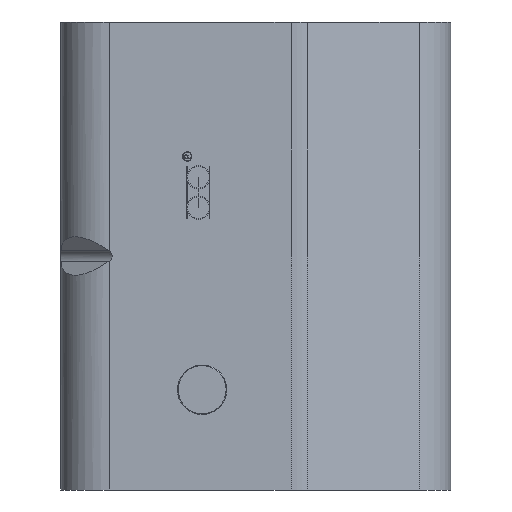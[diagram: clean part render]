
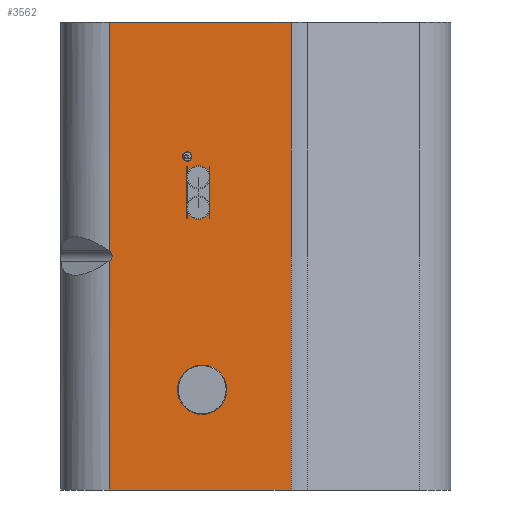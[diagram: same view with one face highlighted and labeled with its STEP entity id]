
A CAD part, left-side view. The second image highlights one B-rep face of the part: STEP entity #3562.
In plain terms, the highlighted planar face has unit normal (-1, 0, 0).
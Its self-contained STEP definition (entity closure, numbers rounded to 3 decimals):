
#166=FACE_BOUND('',#1172,.T.);
#167=FACE_BOUND('',#1173,.T.);
#168=FACE_BOUND('',#1174,.T.);
#245=LINE('',#5150,#551);
#246=LINE('',#5152,#552);
#247=LINE('',#5154,#553);
#248=LINE('',#5156,#554);
#249=LINE('',#5157,#555);
#250=LINE('',#5162,#556);
#251=LINE('',#5164,#557);
#252=LINE('',#5168,#558);
#253=LINE('',#5170,#559);
#254=LINE('',#5172,#560);
#255=LINE('',#5174,#561);
#256=LINE('',#5176,#562);
#257=LINE('',#5180,#563);
#258=LINE('',#5182,#564);
#259=LINE('',#5183,#565);
#551=VECTOR('',#4172,10.);
#552=VECTOR('',#4173,10.);
#553=VECTOR('',#4174,10.);
#554=VECTOR('',#4175,10.);
#555=VECTOR('',#4176,10.);
#556=VECTOR('',#4179,10.);
#557=VECTOR('',#4180,10.);
#558=VECTOR('',#4183,10.);
#559=VECTOR('',#4184,10.);
#560=VECTOR('',#4185,10.);
#561=VECTOR('',#4186,10.);
#562=VECTOR('',#4187,10.);
#563=VECTOR('',#4190,10.);
#564=VECTOR('',#4191,10.);
#565=VECTOR('',#4192,10.);
#850=PLANE('',#3860);
#959=FACE_OUTER_BOUND('',#1171,.T.);
#1171=EDGE_LOOP('',(#2456,#2457,#2458,#2459,#2460,#2461));
#1172=EDGE_LOOP('',(#2462));
#1173=EDGE_LOOP('',(#2463,#2464,#2465,#2466,#2467,#2468,#2469,#2470,#2471,
#2472,#2473,#2474));
#1174=EDGE_LOOP('',(#2475));
#1405=ELLIPSE('',#3854,1.414,1.);
#1427=CIRCLE('',#3861,3.324);
#1428=CIRCLE('',#3862,1.55);
#1429=CIRCLE('',#3863,1.55);
#1430=CIRCLE('',#3864,0.625);
#1530=VERTEX_POINT('',#5124);
#1531=VERTEX_POINT('',#5129);
#1535=VERTEX_POINT('',#5149);
#1536=VERTEX_POINT('',#5151);
#1537=VERTEX_POINT('',#5153);
#1538=VERTEX_POINT('',#5155);
#1539=VERTEX_POINT('',#5158);
#1540=VERTEX_POINT('',#5160);
#1541=VERTEX_POINT('',#5161);
#1542=VERTEX_POINT('',#5163);
#1543=VERTEX_POINT('',#5165);
#1544=VERTEX_POINT('',#5167);
#1545=VERTEX_POINT('',#5169);
#1546=VERTEX_POINT('',#5171);
#1547=VERTEX_POINT('',#5173);
#1548=VERTEX_POINT('',#5175);
#1549=VERTEX_POINT('',#5177);
#1550=VERTEX_POINT('',#5179);
#1551=VERTEX_POINT('',#5181);
#1552=VERTEX_POINT('',#5184);
#1894=EDGE_CURVE('',#1531,#1530,#1405,.F.);
#1901=EDGE_CURVE('',#1531,#1535,#245,.T.);
#1902=EDGE_CURVE('',#1530,#1536,#246,.T.);
#1903=EDGE_CURVE('',#1536,#1537,#247,.T.);
#1904=EDGE_CURVE('',#1538,#1537,#248,.T.);
#1905=EDGE_CURVE('',#1538,#1535,#249,.T.);
#1906=EDGE_CURVE('',#1539,#1539,#1427,.T.);
#1907=EDGE_CURVE('',#1540,#1541,#250,.T.);
#1908=EDGE_CURVE('',#1541,#1542,#251,.T.);
#1909=EDGE_CURVE('',#1542,#1543,#1428,.T.);
#1910=EDGE_CURVE('',#1543,#1544,#252,.T.);
#1911=EDGE_CURVE('',#1544,#1545,#253,.T.);
#1912=EDGE_CURVE('',#1545,#1546,#254,.T.);
#1913=EDGE_CURVE('',#1546,#1547,#255,.T.);
#1914=EDGE_CURVE('',#1547,#1548,#256,.T.);
#1915=EDGE_CURVE('',#1548,#1549,#1429,.T.);
#1916=EDGE_CURVE('',#1549,#1550,#257,.T.);
#1917=EDGE_CURVE('',#1550,#1551,#258,.T.);
#1918=EDGE_CURVE('',#1551,#1540,#259,.T.);
#1919=EDGE_CURVE('',#1552,#1552,#1430,.T.);
#2456=ORIENTED_EDGE('',*,*,#1901,.F.);
#2457=ORIENTED_EDGE('',*,*,#1894,.T.);
#2458=ORIENTED_EDGE('',*,*,#1902,.T.);
#2459=ORIENTED_EDGE('',*,*,#1903,.T.);
#2460=ORIENTED_EDGE('',*,*,#1904,.F.);
#2461=ORIENTED_EDGE('',*,*,#1905,.T.);
#2462=ORIENTED_EDGE('',*,*,#1906,.T.);
#2463=ORIENTED_EDGE('',*,*,#1907,.T.);
#2464=ORIENTED_EDGE('',*,*,#1908,.T.);
#2465=ORIENTED_EDGE('',*,*,#1909,.T.);
#2466=ORIENTED_EDGE('',*,*,#1910,.T.);
#2467=ORIENTED_EDGE('',*,*,#1911,.T.);
#2468=ORIENTED_EDGE('',*,*,#1912,.T.);
#2469=ORIENTED_EDGE('',*,*,#1913,.T.);
#2470=ORIENTED_EDGE('',*,*,#1914,.T.);
#2471=ORIENTED_EDGE('',*,*,#1915,.T.);
#2472=ORIENTED_EDGE('',*,*,#1916,.T.);
#2473=ORIENTED_EDGE('',*,*,#1917,.T.);
#2474=ORIENTED_EDGE('',*,*,#1918,.T.);
#2475=ORIENTED_EDGE('',*,*,#1919,.T.);
#3562=ADVANCED_FACE('',(#959,#166,#167,#168),#850,.T.);
#3854=AXIS2_PLACEMENT_3D('',#5130,#4157,#4158);
#3860=AXIS2_PLACEMENT_3D('',#5148,#4170,#4171);
#3861=AXIS2_PLACEMENT_3D('',#5159,#4177,#4178);
#3862=AXIS2_PLACEMENT_3D('',#5166,#4181,#4182);
#3863=AXIS2_PLACEMENT_3D('',#5178,#4188,#4189);
#3864=AXIS2_PLACEMENT_3D('',#5185,#4193,#4194);
#4157=DIRECTION('center_axis',(-1.,0.,0.));
#4158=DIRECTION('ref_axis',(0.,-1.,0.));
#4170=DIRECTION('center_axis',(-1.,0.,0.));
#4171=DIRECTION('ref_axis',(0.,0.,1.));
#4172=DIRECTION('',(0.,0.,1.));
#4173=DIRECTION('',(0.,0.,-1.));
#4174=DIRECTION('',(0.,-1.,0.));
#4175=DIRECTION('',(0.,0.,-1.));
#4176=DIRECTION('',(0.,1.,0.));
#4177=DIRECTION('center_axis',(1.,0.,0.));
#4178=DIRECTION('ref_axis',(0.,0.,-1.));
#4179=DIRECTION('',(0.,1.,0.));
#4180=DIRECTION('',(0.,0.,1.));
#4181=DIRECTION('center_axis',(1.,0.,0.));
#4182=DIRECTION('ref_axis',(0.,-0.936,0.352));
#4183=DIRECTION('',(0.,0.,-1.));
#4184=DIRECTION('',(0.,1.,0.));
#4185=DIRECTION('',(0.,0.,1.));
#4186=DIRECTION('',(0.,-1.,0.));
#4187=DIRECTION('',(0.,0.,-1.));
#4188=DIRECTION('center_axis',(1.,0.,0.));
#4189=DIRECTION('ref_axis',(0.,0.936,-0.352));
#4190=DIRECTION('',(0.,0.,1.));
#4191=DIRECTION('',(0.,-1.,0.));
#4192=DIRECTION('',(0.,0.,-1.));
#4193=DIRECTION('center_axis',(1.,0.,0.));
#4194=DIRECTION('ref_axis',(0.,0.,-1.));
#5124=CARTESIAN_POINT('',(-29.,46.,-0.682));
#5129=CARTESIAN_POINT('',(-29.,46.,0.682));
#5130=CARTESIAN_POINT('Origin',(-29.,47.034,0.));
#5148=CARTESIAN_POINT('Origin',(-29.,20.383,0.));
#5149=CARTESIAN_POINT('',(-29.,46.,31.5));
#5150=CARTESIAN_POINT('',(-29.,46.,0.));
#5151=CARTESIAN_POINT('',(-29.,46.,-31.5));
#5152=CARTESIAN_POINT('',(-29.,46.,0.));
#5153=CARTESIAN_POINT('',(-29.,21.529,-31.5));
#5154=CARTESIAN_POINT('',(-29.,20.383,-31.5));
#5155=CARTESIAN_POINT('',(-29.,21.529,31.5));
#5156=CARTESIAN_POINT('',(-29.,21.529,0.));
#5157=CARTESIAN_POINT('',(-29.,20.383,31.5));
#5158=CARTESIAN_POINT('',(-29.,33.5,-14.677));
#5159=CARTESIAN_POINT('Origin',(-29.,33.5,-18.));
#5160=CARTESIAN_POINT('',(-29.,32.451,5.));
#5161=CARTESIAN_POINT('',(-29.,32.55,5.));
#5162=CARTESIAN_POINT('',(-29.,26.417,5.));
#5163=CARTESIAN_POINT('',(-29.,32.55,5.955));
#5164=CARTESIAN_POINT('',(-29.,32.55,2.5));
#5165=CARTESIAN_POINT('',(-29.,35.451,5.955));
#5166=CARTESIAN_POINT('Origin',(-29.,34.,6.5));
#5167=CARTESIAN_POINT('',(-29.,35.451,5.));
#5168=CARTESIAN_POINT('',(-29.,35.451,2.978));
#5169=CARTESIAN_POINT('',(-29.,35.55,5.));
#5170=CARTESIAN_POINT('',(-29.,27.917,5.));
#5171=CARTESIAN_POINT('',(-29.,35.55,12.098));
#5172=CARTESIAN_POINT('',(-29.,35.55,2.5));
#5173=CARTESIAN_POINT('',(-29.,35.451,12.098));
#5174=CARTESIAN_POINT('',(-29.,27.966,12.098));
#5175=CARTESIAN_POINT('',(-29.,35.451,11.143));
#5176=CARTESIAN_POINT('',(-29.,35.451,6.049));
#5177=CARTESIAN_POINT('',(-29.,32.55,11.143));
#5178=CARTESIAN_POINT('Origin',(-29.,34.,10.598));
#5179=CARTESIAN_POINT('',(-29.,32.55,12.098));
#5180=CARTESIAN_POINT('',(-29.,32.55,5.571));
#5181=CARTESIAN_POINT('',(-29.,32.451,12.098));
#5182=CARTESIAN_POINT('',(-29.,26.466,12.098));
#5183=CARTESIAN_POINT('',(-29.,32.451,6.049));
#5184=CARTESIAN_POINT('',(-29.,35.5,14.013));
#5185=CARTESIAN_POINT('Origin',(-29.,35.5,13.388));
